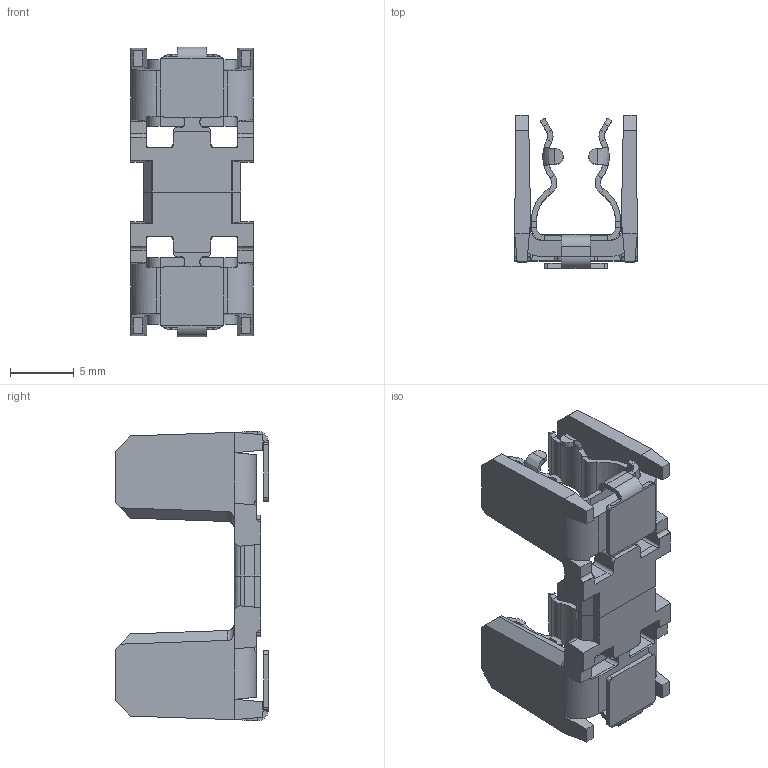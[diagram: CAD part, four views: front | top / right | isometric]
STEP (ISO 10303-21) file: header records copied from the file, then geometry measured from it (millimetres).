
FILE_DESCRIPTION (( 'STEP AP214' ), '1' );
FILE_NAME ('OGN-SMD.STEP', '2014-06-30T07:39:52', ( '' ), ( '' ), 'SwSTEP 2.0', 'SolidWorks 2012', '' );
FILE_SCHEMA (( 'AUTOMOTIVE_DESIGN' ));
Length unit declared in the file: millimetre
Products named in the file (1): OGN-SMD
Bounding box: 9.6 x 12 x 22.7 mm (x, y, z)
Volume: 639.4 mm3; surface area: 1758.3 mm2
Topology: 4 solids, 4 shells, 484 faces, 1242 edges, 758 vertices
Faces by surface type: plane 310, cylinder 154, bspline 20
Entity records: 20289 total; most frequent: CARTESIAN_POINT 3615, ORIENTED_EDGE 2484, DIRECTION 2230, EDGE_CURVE 1242, LINE 824, VECTOR 824, VERTEX_POINT 758, AXIS2_PLACEMENT_3D 703
